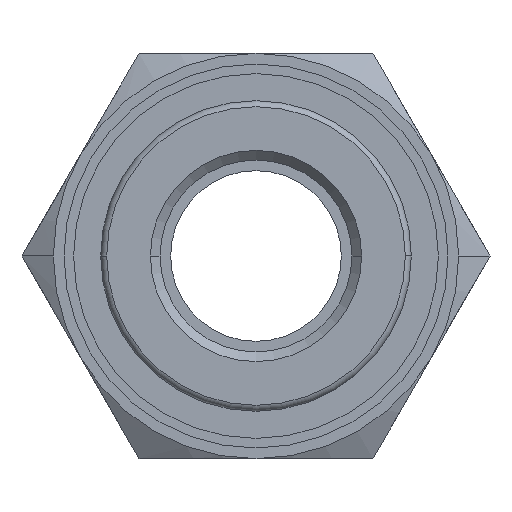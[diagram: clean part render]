
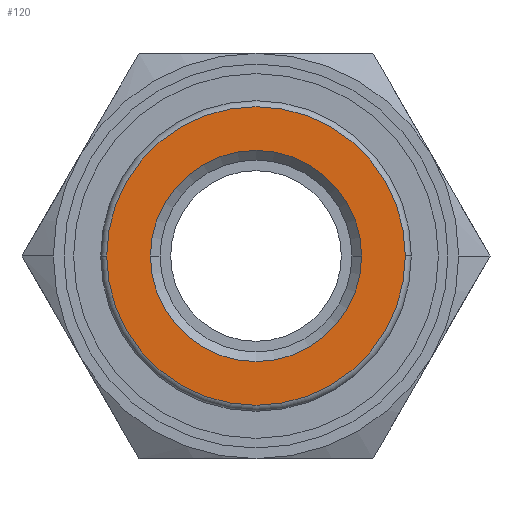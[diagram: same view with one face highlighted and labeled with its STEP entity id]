
A CAD part, front view. The second image highlights one B-rep face of the part: STEP entity #120.
In plain terms, the highlighted planar face has unit normal (0, -1, 0).
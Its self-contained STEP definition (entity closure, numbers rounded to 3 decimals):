
#120=ADVANCED_FACE('',(#272,#273),#274,.T.);
#272=FACE_BOUND('',#457,.T.);
#273=FACE_OUTER_BOUND('',#458,.T.);
#274=PLANE('',#459);
#457=EDGE_LOOP('',(#730,#731));
#458=EDGE_LOOP('',(#732,#733));
#459=AXIS2_PLACEMENT_3D('',#734,#735,#736);
#730=ORIENTED_EDGE('',*,*,#1030,.T.);
#731=ORIENTED_EDGE('',*,*,#1110,.T.);
#732=ORIENTED_EDGE('',*,*,#1111,.T.);
#733=ORIENTED_EDGE('',*,*,#1090,.T.);
#734=CARTESIAN_POINT('',(0.0,0.0,0.0));
#735=DIRECTION('',(0.0,-1.0,0.0));
#736=DIRECTION('',(-1.0,0.0,0.0));
#1030=EDGE_CURVE('',#1204,#1202,#1205,.T.);
#1090=EDGE_CURVE('',#1302,#1299,#1303,.T.);
#1110=EDGE_CURVE('',#1202,#1204,#1331,.T.);
#1111=EDGE_CURVE('',#1299,#1302,#1332,.T.);
#1202=VERTEX_POINT('',#1444);
#1204=VERTEX_POINT('',#1447);
#1205=CIRCLE('',#1448,4.95);
#1299=VERTEX_POINT('',#1589);
#1302=VERTEX_POINT('',#1593);
#1303=CIRCLE('',#1594,7.0);
#1331=CIRCLE('',#1635,4.95);
#1332=CIRCLE('',#1636,7.0);
#1444=CARTESIAN_POINT('',(4.95,0.0,0.));
#1447=CARTESIAN_POINT('',(-4.95,0.0,0.));
#1448=AXIS2_PLACEMENT_3D('',#1859,#1860,#1861);
#1589=CARTESIAN_POINT('',(7.0,0.0,0.0));
#1593=CARTESIAN_POINT('',(-7.0,0.0,0.));
#1594=AXIS2_PLACEMENT_3D('',#1958,#1959,#1960);
#1635=AXIS2_PLACEMENT_3D('',#1993,#1994,#1995);
#1636=AXIS2_PLACEMENT_3D('',#1996,#1997,#1998);
#1859=CARTESIAN_POINT('',(0.0,0.0,0.0));
#1860=DIRECTION('',(-0.0,1.0,0.0));
#1861=DIRECTION('',(1.0,0.0,0.0));
#1958=CARTESIAN_POINT('',(0.0,0.0,0.0));
#1959=DIRECTION('',(0.0,-1.0,0.0));
#1960=DIRECTION('',(1.0,0.0,0.0));
#1993=CARTESIAN_POINT('',(0.0,0.0,0.0));
#1994=DIRECTION('',(-0.0,1.0,0.0));
#1995=DIRECTION('',(1.0,0.0,0.0));
#1996=CARTESIAN_POINT('',(0.0,0.0,0.0));
#1997=DIRECTION('',(0.0,-1.0,0.0));
#1998=DIRECTION('',(1.0,0.0,0.0));
